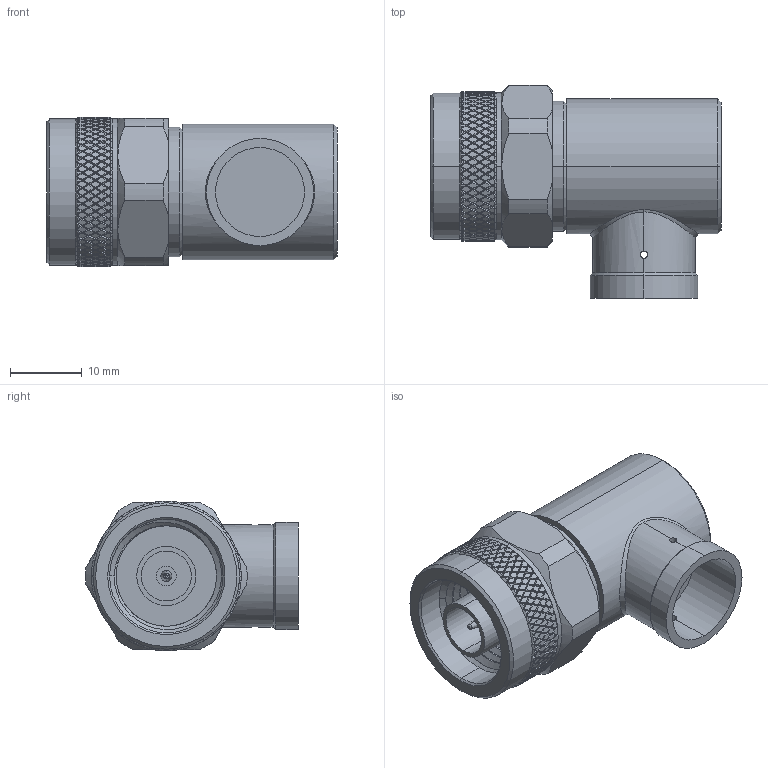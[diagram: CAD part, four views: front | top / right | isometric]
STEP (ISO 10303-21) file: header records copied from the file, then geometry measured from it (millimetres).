
FILE_DESCRIPTION (( 'STEP AP214' ), '1' );
FILE_NAME ('TC-SPO500-NM-RA-LP.step', '2021-05-04T14:30:22', ( '' ), ( '' ), 'SwSTEP 2.0', 'SolidWorks 2020', '' );
FILE_SCHEMA (( 'AUTOMOTIVE_DESIGN' ));
Length unit declared in the file: inch
Products named in the file (1): TC-SPO500-NM-RA-LP
Bounding box: 40.6 x 29.77 x 20.92 mm (x, y, z)
Volume: 11462.6 mm3; surface area: 5304.4 mm2
Topology: 1 solids, 1 shells, 1957 faces, 4321 edges, 2371 vertices
Faces by surface type: bspline 1447, cylinder 466, cone 27, plane 17
Entity records: 69534 total; most frequent: CARTESIAN_POINT 42942, ORIENTED_EDGE 8642, EDGE_CURVE 4321, VERTEX_POINT 2371, EDGE_LOOP 1966, ADVANCED_FACE 1957, FACE_OUTER_BOUND 1957, DIRECTION 1756
